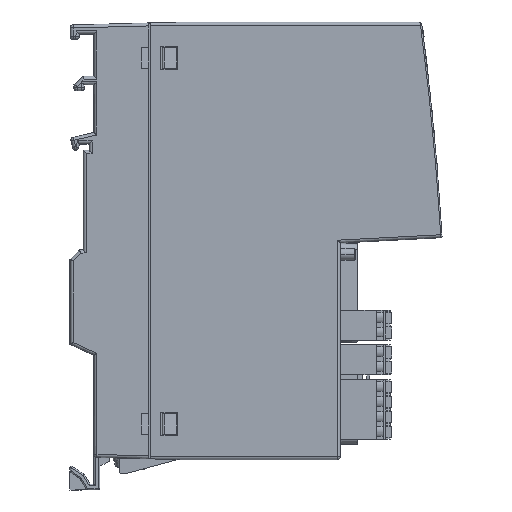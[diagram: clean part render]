
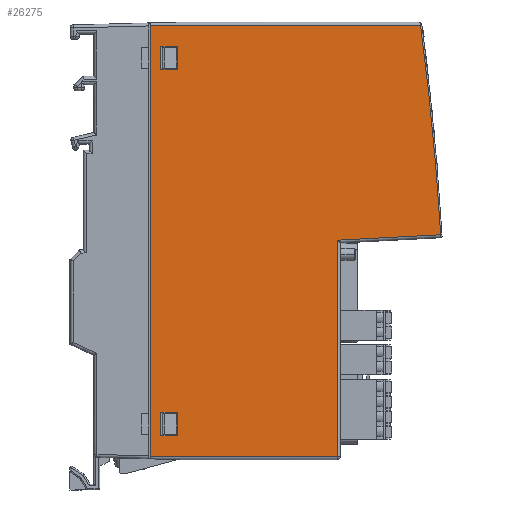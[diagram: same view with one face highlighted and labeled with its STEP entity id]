
A CAD part, left-side view. The second image highlights one B-rep face of the part: STEP entity #26275.
In plain terms, the highlighted planar face has unit normal (-1, 0, 0).
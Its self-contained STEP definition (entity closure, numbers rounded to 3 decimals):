
#21981=FACE_BOUND('',#34335,.T.);
#21982=FACE_BOUND('',#34336,.T.);
#21983=FACE_BOUND('',#34337,.T.);
#23428=CIRCLE('',#82526,999.6);
#26275=ADVANCED_FACE('NONE',(#21981,#21982,#21983),#28787,.T.);
#28787=PLANE('',#84070);
#34335=EDGE_LOOP('',(#44372,#44373,#44374,#44375,#44376,#44377));
#34336=EDGE_LOOP('',(#44378,#44379,#44380,#44381));
#34337=EDGE_LOOP('',(#44382,#44383,#44384,#44385));
#44372=ORIENTED_EDGE('',*,*,#60704,.T.);
#44373=ORIENTED_EDGE('',*,*,#60685,.T.);
#44374=ORIENTED_EDGE('',*,*,#60743,.T.);
#44375=ORIENTED_EDGE('',*,*,#63543,.F.);
#44376=ORIENTED_EDGE('',*,*,#60713,.T.);
#44377=ORIENTED_EDGE('',*,*,#60708,.T.);
#44378=ORIENTED_EDGE('',*,*,#61345,.F.);
#44379=ORIENTED_EDGE('',*,*,#61343,.F.);
#44380=ORIENTED_EDGE('',*,*,#61341,.F.);
#44381=ORIENTED_EDGE('',*,*,#61338,.F.);
#44382=ORIENTED_EDGE('',*,*,#61333,.F.);
#44383=ORIENTED_EDGE('',*,*,#61331,.F.);
#44384=ORIENTED_EDGE('',*,*,#61329,.F.);
#44385=ORIENTED_EDGE('',*,*,#61326,.F.);
#53547=VERTEX_POINT('',#106719);
#53549=VERTEX_POINT('',#106739);
#53563=VERTEX_POINT('',#106946);
#53564=VERTEX_POINT('',#106950);
#53569=VERTEX_POINT('',#106964);
#53586=VERTEX_POINT('',#107020);
#53956=VERTEX_POINT('',#108684);
#53957=VERTEX_POINT('',#108685);
#53958=VERTEX_POINT('',#108690);
#53959=VERTEX_POINT('',#108694);
#53964=VERTEX_POINT('',#108709);
#53965=VERTEX_POINT('',#108710);
#53966=VERTEX_POINT('',#108715);
#53967=VERTEX_POINT('',#108719);
#60685=EDGE_CURVE('NONE',#53549,#53547,#23428,.T.);
#60704=EDGE_CURVE('NONE',#53563,#53549,#69305,.T.);
#60708=EDGE_CURVE('NONE',#53564,#53563,#69307,.T.);
#60713=EDGE_CURVE('NONE',#53569,#53564,#69309,.T.);
#60743=EDGE_CURVE('NONE',#53547,#53586,#69325,.T.);
#61326=EDGE_CURVE('NONE',#53956,#53957,#69770,.T.);
#61329=EDGE_CURVE('NONE',#53957,#53958,#69773,.T.);
#61331=EDGE_CURVE('NONE',#53958,#53959,#69775,.T.);
#61333=EDGE_CURVE('NONE',#53959,#53956,#69777,.T.);
#61338=EDGE_CURVE('NONE',#53964,#53965,#69782,.T.);
#61341=EDGE_CURVE('NONE',#53965,#53966,#69785,.T.);
#61343=EDGE_CURVE('NONE',#53966,#53967,#69787,.T.);
#61345=EDGE_CURVE('NONE',#53967,#53964,#69789,.T.);
#63543=EDGE_CURVE('NONE',#53569,#53586,#71621,.T.);
#69305=LINE('',#106945,#76118);
#69307=LINE('',#106953,#76120);
#69309=LINE('',#106963,#76122);
#69325=LINE('',#107021,#76138);
#69770=LINE('',#108683,#76586);
#69773=LINE('',#108689,#76589);
#69775=LINE('',#108693,#76591);
#69777=LINE('',#108697,#76593);
#69782=LINE('',#108708,#76598);
#69785=LINE('',#108714,#76601);
#69787=LINE('',#108718,#76603);
#69789=LINE('',#108722,#76605);
#71621=LINE('',#113134,#78437);
#76118=VECTOR('',#89603,1.);
#76120=VECTOR('',#89611,1.);
#76122=VECTOR('',#89623,1.);
#76138=VECTOR('',#89687,1.);
#76586=VECTOR('',#90775,1.);
#76589=VECTOR('',#90780,1.);
#76591=VECTOR('',#90784,1.);
#76593=VECTOR('',#90788,1.);
#76598=VECTOR('',#90797,1.);
#76601=VECTOR('',#90802,1.);
#76603=VECTOR('',#90806,1.);
#76605=VECTOR('',#90810,1.);
#78437=VECTOR('',#94660,1.);
#82526=AXIS2_PLACEMENT_3D('',#106742,#89580,#89581);
#84070=AXIS2_PLACEMENT_3D('',#113740,#95235,#95236);
#89580=DIRECTION('',(-1.,0.,0.));
#89581=DIRECTION('',(0.,-1.,0.));
#89603=DIRECTION('',(0.,0.052,0.999));
#89611=DIRECTION('',(0.,1.,0.));
#89623=DIRECTION('',(0.,0.,1.));
#89687=DIRECTION('',(0.,0.,-1.));
#90775=DIRECTION('',(0.,-1.,0.));
#90780=DIRECTION('',(0.,0.,1.));
#90784=DIRECTION('',(0.,1.,0.));
#90788=DIRECTION('',(0.,0.,-1.));
#90797=DIRECTION('',(0.,0.,-1.));
#90802=DIRECTION('',(0.,-1.,0.));
#90806=DIRECTION('',(0.,0.,1.));
#90810=DIRECTION('',(0.,1.,0.));
#94660=DIRECTION('',(0.,1.,0.));
#95235=DIRECTION('',(-1.,0.,0.));
#95236=DIRECTION('',(0.,-1.,0.));
#106719=CARTESIAN_POINT('',(-30.,72.5,26.93));
#106739=CARTESIAN_POINT('',(-30.,2.057,33.715));
#106742=CARTESIAN_POINT('',(-30.,-58.5,-964.049));
#106945=CARTESIAN_POINT('',(-30.,0.29,-0.015));
#106946=CARTESIAN_POINT('',(-30.,0.238,-1.));
#106950=CARTESIAN_POINT('',(-30.,-72.5,-1.));
#106953=CARTESIAN_POINT('',(-30.,0.,-1.));
#106963=CARTESIAN_POINT('',(-30.,-72.5,0.));
#106964=CARTESIAN_POINT('',(-30.,-72.5,-63.849));
#107020=CARTESIAN_POINT('',(-30.,72.5,-63.849));
#107021=CARTESIAN_POINT('',(-30.,72.5,0.));
#108683=CARTESIAN_POINT('',(-30.,65.397,-60.295));
#108684=CARTESIAN_POINT('',(-30.,65.397,-60.295));
#108685=CARTESIAN_POINT('',(-30.,57.603,-60.295));
#108689=CARTESIAN_POINT('',(-30.,57.603,-60.295));
#108690=CARTESIAN_POINT('',(-30.,57.602,-54.801));
#108693=CARTESIAN_POINT('',(-30.,57.602,-54.801));
#108694=CARTESIAN_POINT('',(-30.,65.398,-54.801));
#108697=CARTESIAN_POINT('',(-30.,65.398,-54.801));
#108708=CARTESIAN_POINT('',(-30.,-57.602,-54.801));
#108709=CARTESIAN_POINT('',(-30.,-57.602,-54.801));
#108710=CARTESIAN_POINT('',(-30.,-57.603,-60.295));
#108714=CARTESIAN_POINT('',(-30.,-57.603,-60.295));
#108715=CARTESIAN_POINT('',(-30.,-65.397,-60.295));
#108718=CARTESIAN_POINT('',(-30.,-65.397,-60.295));
#108719=CARTESIAN_POINT('',(-30.,-65.398,-54.801));
#108722=CARTESIAN_POINT('',(-30.,-65.398,-54.801));
#113134=CARTESIAN_POINT('',(-30.,0.,-63.849));
#113740=CARTESIAN_POINT('',(-30.,0.,0.));
